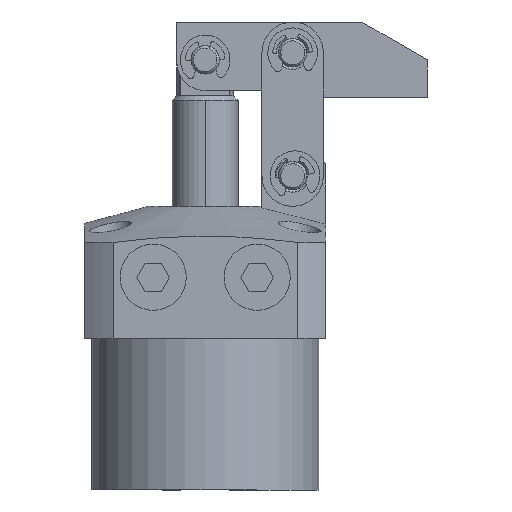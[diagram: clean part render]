
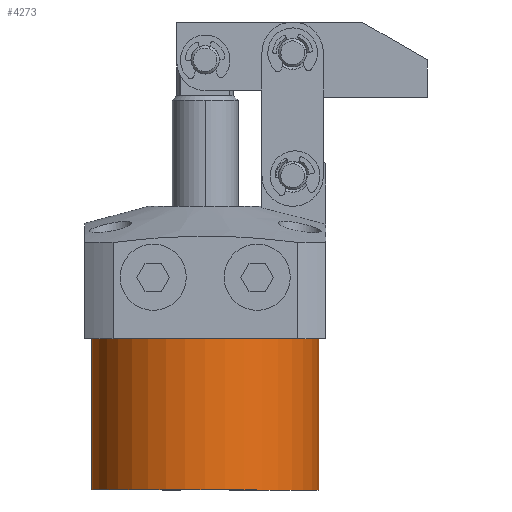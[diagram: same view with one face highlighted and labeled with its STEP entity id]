
A CAD part, left-side view. The second image highlights one B-rep face of the part: STEP entity #4273.
In plain terms, the highlighted cylindrical face has radius 24 mm (diameter 48 mm), a partial arc.
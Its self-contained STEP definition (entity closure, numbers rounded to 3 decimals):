
#314 = EDGE_CURVE ( 'NONE', #4236, #833, #1266, .T. ) ;
#332 = DIRECTION ( 'NONE',  ( 0., -1., 0. ) ) ;
#362 = CIRCLE ( 'NONE', #1906, 24. ) ;
#441 = AXIS2_PLACEMENT_3D ( 'NONE', #5428, #2009, #6002 ) ;
#833 = VERTEX_POINT ( 'NONE', #5354 ) ;
#893 = EDGE_CURVE ( 'NONE', #833, #5221, #362, .T. ) ;
#1266 = LINE ( 'NONE', #5587, #4123 ) ;
#1278 = VERTEX_POINT ( 'NONE', #6861 ) ;
#1311 = ORIENTED_EDGE ( 'NONE', *, *, #1536, .F. ) ;
#1536 = EDGE_CURVE ( 'NONE', #1278, #5221, #1540, .T. ) ;
#1540 = LINE ( 'NONE', #7306, #2880 ) ;
#1906 = AXIS2_PLACEMENT_3D ( 'NONE', #3024, #3049, #3131 ) ;
#2009 = DIRECTION ( 'NONE',  ( 0., -1., 0. ) ) ;
#2022 = CYLINDRICAL_SURFACE ( 'NONE', #2038, 24. ) ;
#2038 = AXIS2_PLACEMENT_3D ( 'NONE', #7210, #332, #3217 ) ;
#2880 = VECTOR ( 'NONE', #6442, 1000. ) ;
#3024 = CARTESIAN_POINT ( 'NONE',  ( 0., 0., 0. ) ) ;
#3049 = DIRECTION ( 'NONE',  ( 0., 1., 0. ) ) ;
#3131 = DIRECTION ( 'NONE',  ( 0., 0., -1. ) ) ;
#3217 = DIRECTION ( 'NONE',  ( 0., 0., -1. ) ) ;
#3437 = EDGE_LOOP ( 'NONE', ( #1311, #7335, #3607, #5676 ) ) ;
#3607 = ORIENTED_EDGE ( 'NONE', *, *, #314, .T. ) ;
#4123 = VECTOR ( 'NONE', #6667, 1000. ) ;
#4135 = CIRCLE ( 'NONE', #441, 24. ) ;
#4236 = VERTEX_POINT ( 'NONE', #7158 ) ;
#4273 = ADVANCED_FACE ( 'NONE', ( #5223 ), #2022, .T. ) ;
#5031 = EDGE_CURVE ( 'NONE', #1278, #4236, #4135, .T. ) ;
#5221 = VERTEX_POINT ( 'NONE', #5669 ) ;
#5223 = FACE_OUTER_BOUND ( 'NONE', #3437, .T. ) ;
#5354 = CARTESIAN_POINT ( 'NONE',  ( 0., 0., -24. ) ) ;
#5428 = CARTESIAN_POINT ( 'NONE',  ( 0., 32., 0. ) ) ;
#5587 = CARTESIAN_POINT ( 'NONE',  ( 0., 2.214, -24. ) ) ;
#5669 = CARTESIAN_POINT ( 'NONE',  ( 0., 0., 24. ) ) ;
#5676 = ORIENTED_EDGE ( 'NONE', *, *, #893, .T. ) ;
#6002 = DIRECTION ( 'NONE',  ( 0., 0., -1. ) ) ;
#6442 = DIRECTION ( 'NONE',  ( 0., -1., 0. ) ) ;
#6667 = DIRECTION ( 'NONE',  ( 0., -1., 0. ) ) ;
#6861 = CARTESIAN_POINT ( 'NONE',  ( 0., 32., 24. ) ) ;
#7158 = CARTESIAN_POINT ( 'NONE',  ( 0., 32., -24. ) ) ;
#7210 = CARTESIAN_POINT ( 'NONE',  ( 0., 2.214, 0. ) ) ;
#7306 = CARTESIAN_POINT ( 'NONE',  ( 0., 2.214, 24. ) ) ;
#7335 = ORIENTED_EDGE ( 'NONE', *, *, #5031, .T. ) ;
